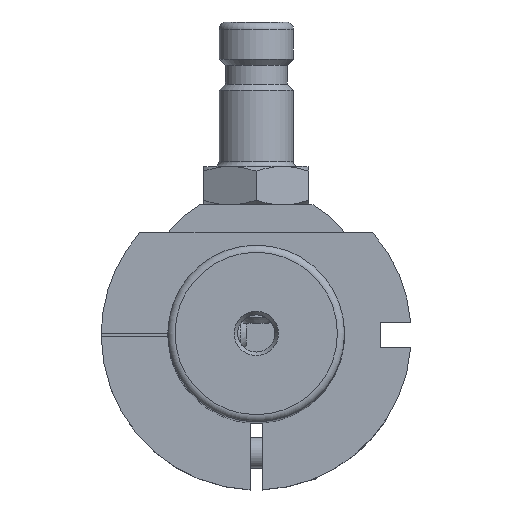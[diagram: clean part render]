
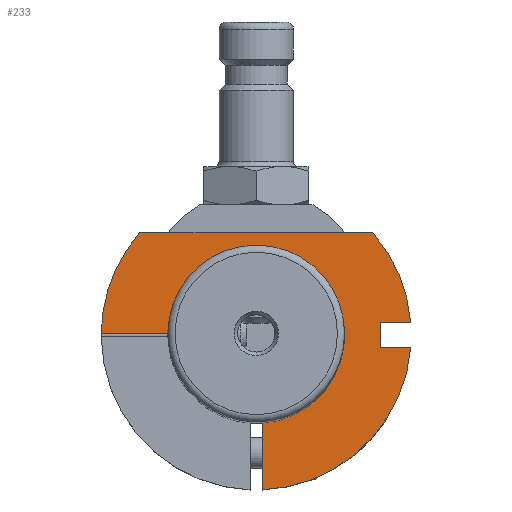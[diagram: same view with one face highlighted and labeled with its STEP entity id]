
A CAD part, top view. The second image highlights one B-rep face of the part: STEP entity #233.
In plain terms, the highlighted planar face has unit normal (0, 0, 1).
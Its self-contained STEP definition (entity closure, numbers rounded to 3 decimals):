
#166=FACE_OUTER_BOUND('',#447,.T.);
#233=ADVANCED_FACE('',(#166),#330,.T.);
#330=PLANE('',#1559);
#447=EDGE_LOOP('',(#682,#683,#684,#685,#686,#687,#688,#689,#690,#691));
#578=CIRCLE('',#1544,25.);
#586=CIRCLE('',#1555,25.);
#587=CIRCLE('',#1557,14.25);
#588=CIRCLE('',#1558,25.);
#682=ORIENTED_EDGE('',*,*,#1221,.T.);
#683=ORIENTED_EDGE('',*,*,#1222,.F.);
#684=ORIENTED_EDGE('',*,*,#1223,.F.);
#685=ORIENTED_EDGE('',*,*,#1224,.F.);
#686=ORIENTED_EDGE('',*,*,#1225,.T.);
#687=ORIENTED_EDGE('',*,*,#1226,.F.);
#688=ORIENTED_EDGE('',*,*,#1227,.F.);
#689=ORIENTED_EDGE('',*,*,#1219,.F.);
#690=ORIENTED_EDGE('',*,*,#1228,.T.);
#691=ORIENTED_EDGE('',*,*,#1202,.F.);
#1063=VERTEX_POINT('',#2181);
#1064=VERTEX_POINT('',#2183);
#1078=VERTEX_POINT('',#2216);
#1079=VERTEX_POINT('',#2218);
#1080=VERTEX_POINT('',#2222);
#1081=VERTEX_POINT('',#2224);
#1082=VERTEX_POINT('',#2226);
#1083=VERTEX_POINT('',#2228);
#1084=VERTEX_POINT('',#2230);
#1085=VERTEX_POINT('',#2232);
#1202=EDGE_CURVE('',#1063,#1064,#578,.T.);
#1219=EDGE_CURVE('',#1078,#1079,#586,.T.);
#1221=EDGE_CURVE('',#1063,#1080,#1410,.T.);
#1222=EDGE_CURVE('',#1081,#1080,#587,.T.);
#1223=EDGE_CURVE('',#1082,#1081,#1411,.T.);
#1224=EDGE_CURVE('',#1083,#1082,#588,.T.);
#1225=EDGE_CURVE('',#1083,#1084,#1412,.T.);
#1226=EDGE_CURVE('',#1085,#1084,#1413,.T.);
#1227=EDGE_CURVE('',#1079,#1085,#1414,.T.);
#1228=EDGE_CURVE('',#1078,#1064,#1415,.T.);
#1410=LINE('',#2221,#1482);
#1411=LINE('',#2225,#1483);
#1412=LINE('',#2229,#1484);
#1413=LINE('',#2231,#1485);
#1414=LINE('',#2233,#1486);
#1415=LINE('',#2234,#1487);
#1482=VECTOR('',#1774,1.);
#1483=VECTOR('',#1777,1.);
#1484=VECTOR('',#1780,1.);
#1485=VECTOR('',#1781,1.);
#1486=VECTOR('',#1782,1.);
#1487=VECTOR('',#1783,1.);
#1544=AXIS2_PLACEMENT_3D('',#2182,#1738,#1739);
#1555=AXIS2_PLACEMENT_3D('',#2217,#1769,#1770);
#1557=AXIS2_PLACEMENT_3D('',#2223,#1775,#1776);
#1558=AXIS2_PLACEMENT_3D('',#2227,#1778,#1779);
#1559=AXIS2_PLACEMENT_3D('',#2235,#1784,#1785);
#1738=DIRECTION('',(0.,0.,-1.));
#1739=DIRECTION('',(0.,1.,0.));
#1769=DIRECTION('',(0.,0.,-1.));
#1770=DIRECTION('',(0.,1.,0.));
#1774=DIRECTION('',(1.,0.,0.));
#1775=DIRECTION('',(0.,0.,1.));
#1776=DIRECTION('',(0.,-1.,0.));
#1777=DIRECTION('',(0.,1.,0.));
#1778=DIRECTION('',(0.,0.,-1.));
#1779=DIRECTION('',(0.,1.,0.));
#1780=DIRECTION('',(-1.,0.,0.));
#1781=DIRECTION('',(0.,-1.,0.));
#1782=DIRECTION('',(-1.,0.,0.));
#1783=DIRECTION('',(-1.,0.,0.));
#1784=DIRECTION('',(0.,0.,1.));
#1785=DIRECTION('',(0.,-1.,0.));
#2181=CARTESIAN_POINT('',(-24.999,0.25,0.));
#2182=CARTESIAN_POINT('',(0.,0.,
0.));
#2183=CARTESIAN_POINT('',(-18.782,16.5,0.));
#2216=CARTESIAN_POINT('',(18.782,16.5,0.));
#2217=CARTESIAN_POINT('',(0.,0.,
0.));
#2218=CARTESIAN_POINT('',(24.919,2.01,0.));
#2221=CARTESIAN_POINT('',(-25.,0.25,0.));
#2222=CARTESIAN_POINT('',(-14.248,0.25,0.));
#2223=CARTESIAN_POINT('',(0.,0.,
0.));
#2224=CARTESIAN_POINT('',(1.,-14.215,0.));
#2225=CARTESIAN_POINT('',(1.,-39.5,0.));
#2226=CARTESIAN_POINT('',(1.,-24.98,0.));
#2227=CARTESIAN_POINT('',(0.,0.,
0.));
#2228=CARTESIAN_POINT('',(24.919,-2.01,0.));
#2229=CARTESIAN_POINT('',(40.,-2.01,0.));
#2230=CARTESIAN_POINT('',(20.,-2.01,0.));
#2231=CARTESIAN_POINT('',(20.,2.01,0.));
#2232=CARTESIAN_POINT('',(20.,2.01,0.));
#2233=CARTESIAN_POINT('',(40.,2.01,0.));
#2234=CARTESIAN_POINT('',(0.,16.5,0.));
#2235=CARTESIAN_POINT('',(0.,0.,
0.));
